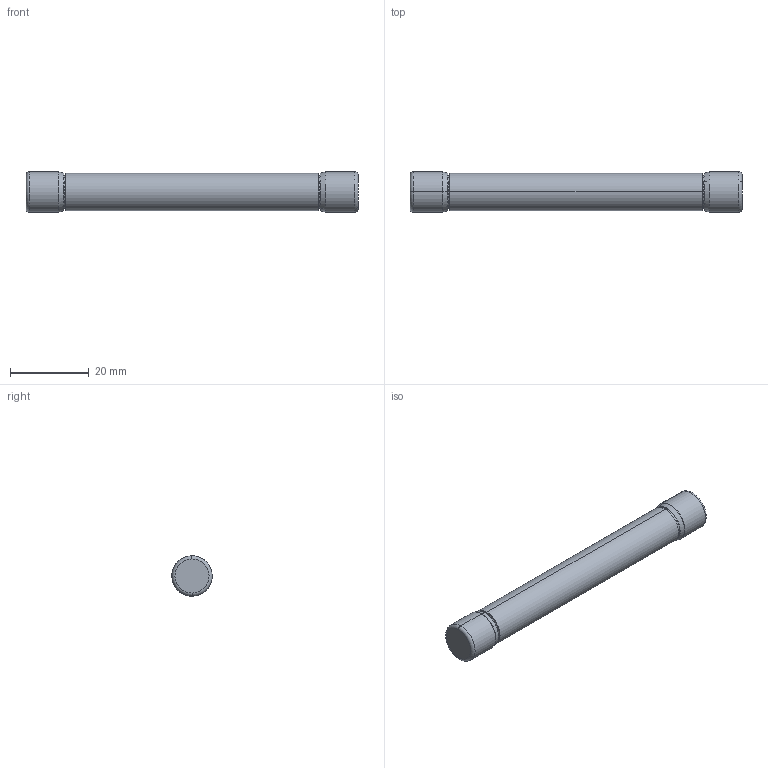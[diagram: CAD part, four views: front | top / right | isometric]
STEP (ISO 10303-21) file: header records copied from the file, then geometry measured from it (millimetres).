
FILE_DESCRIPTION (( 'STEP AP214' ), '1' );
FILE_NAME ('OUT-242136.STEP', '2023-12-19T17:18:19', ( '' ), ( '' ), 'SwSTEP 2.0', 'SolidWorks 2021', '' );
FILE_SCHEMA (( 'AUTOMOTIVE_DESIGN' ));
Length unit declared in the file: inch
Products named in the file (3): 130326; 102218-02_CRIMPED; OUT-242136
Assembly tree (3 placements, depth 2):
  OUT-242136
    130326
    102218-02_CRIMPED  x2
Bounding box: 84.45 x 10.26 x 10.26 mm (x, y, z)
Volume: 3320.3 mm3; surface area: 5549.4 mm2
Topology: 3 solids, 3 shells, 90 faces, 176 edges, 96 vertices
Faces by surface type: cone 28, cylinder 28, torus 24, plane 10
Entity records: 1928 total; most frequent: DIRECTION 384, CARTESIAN_POINT 290, ORIENTED_EDGE 276, AXIS2_PLACEMENT_3D 170, EDGE_CURVE 138, CIRCLE 94, EDGE_LOOP 76, VERTEX_POINT 76
